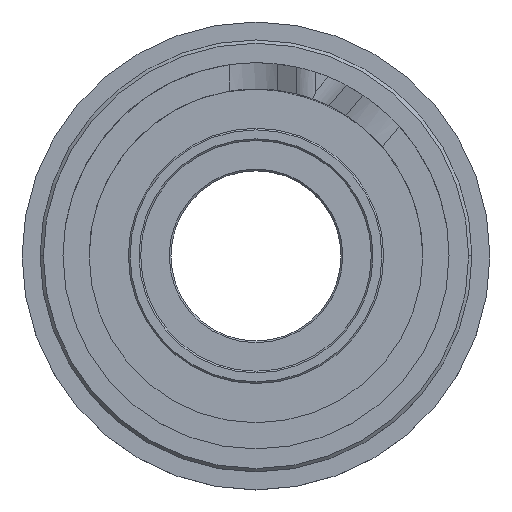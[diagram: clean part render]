
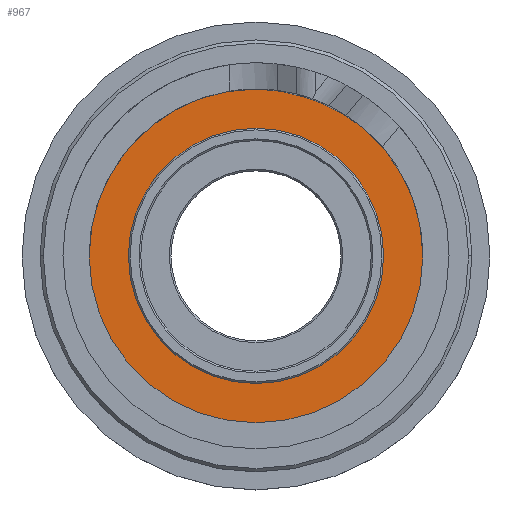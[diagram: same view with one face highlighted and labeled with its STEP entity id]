
A CAD part, top view. The second image highlights one B-rep face of the part: STEP entity #967.
In plain terms, the highlighted planar face has unit normal (0, 0, 1).
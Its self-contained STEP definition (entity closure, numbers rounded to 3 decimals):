
#12 = CARTESIAN_POINT ( 'NONE',  ( 51., 0., 24. ) ) ;
#127 = CARTESIAN_POINT ( 'NONE',  ( 0., 0., 24. ) ) ;
#613 = AXIS2_PLACEMENT_3D ( 'NONE', #4699, #3660, #6401 ) ;
#754 = ORIENTED_EDGE ( 'NONE', *, *, #3621, .F. ) ;
#868 = VERTEX_POINT ( 'NONE', #3061 ) ;
#967 = ADVANCED_FACE ( 'NONE', ( #5836, #7014 ), #2056, .T. ) ;
#1211 = DIRECTION ( 'NONE',  ( 1., 0., 0. ) ) ;
#1326 = DIRECTION ( 'NONE',  ( 0., 0., 1. ) ) ;
#1676 = CIRCLE ( 'NONE', #3609, 51. ) ;
#1705 = DIRECTION ( 'NONE',  ( 1., 0., 0. ) ) ;
#1873 = DIRECTION ( 'NONE',  ( 1., 0., 0. ) ) ;
#2056 = PLANE ( 'NONE',  #613 ) ;
#2373 = ORIENTED_EDGE ( 'NONE', *, *, #6734, .F. ) ;
#2412 = CARTESIAN_POINT ( 'NONE',  ( -39., 0., 24. ) ) ;
#2417 = CARTESIAN_POINT ( 'NONE',  ( 0., 0., 24. ) ) ;
#2668 = ORIENTED_EDGE ( 'NONE', *, *, #3159, .F. ) ;
#2855 = DIRECTION ( 'NONE',  ( 1., 0., 0. ) ) ;
#2936 = EDGE_LOOP ( 'NONE', ( #6594, #2373 ) ) ;
#3061 = CARTESIAN_POINT ( 'NONE',  ( 39., 0., 24. ) ) ;
#3109 = VERTEX_POINT ( 'NONE', #4544 ) ;
#3159 = EDGE_CURVE ( 'NONE', #868, #4152, #4072, .T. ) ;
#3274 = AXIS2_PLACEMENT_3D ( 'NONE', #2417, #6592, #1705 ) ;
#3451 = DIRECTION ( 'NONE',  ( 0., 0., -1. ) ) ;
#3526 = EDGE_CURVE ( 'NONE', #3109, #3816, #1676, .T. ) ;
#3609 = AXIS2_PLACEMENT_3D ( 'NONE', #127, #3451, #1211 ) ;
#3621 = EDGE_CURVE ( 'NONE', #4152, #868, #6343, .T. ) ;
#3660 = DIRECTION ( 'NONE',  ( 0., 0., 1. ) ) ;
#3809 = AXIS2_PLACEMENT_3D ( 'NONE', #5619, #6750, #1873 ) ;
#3816 = VERTEX_POINT ( 'NONE', #12 ) ;
#3961 = AXIS2_PLACEMENT_3D ( 'NONE', #6630, #1326, #2855 ) ;
#4072 = CIRCLE ( 'NONE', #3961, 39. ) ;
#4152 = VERTEX_POINT ( 'NONE', #2412 ) ;
#4385 = CIRCLE ( 'NONE', #3809, 51. ) ;
#4544 = CARTESIAN_POINT ( 'NONE',  ( -51., 0., 24. ) ) ;
#4627 = EDGE_LOOP ( 'NONE', ( #754, #2668 ) ) ;
#4699 = CARTESIAN_POINT ( 'NONE',  ( 0., 0., 24. ) ) ;
#5619 = CARTESIAN_POINT ( 'NONE',  ( 0., 0., 24. ) ) ;
#5836 = FACE_BOUND ( 'NONE', #4627, .T. ) ;
#6343 = CIRCLE ( 'NONE', #3274, 39. ) ;
#6401 = DIRECTION ( 'NONE',  ( 1., 0., 0. ) ) ;
#6592 = DIRECTION ( 'NONE',  ( 0., 0., 1. ) ) ;
#6594 = ORIENTED_EDGE ( 'NONE', *, *, #3526, .F. ) ;
#6630 = CARTESIAN_POINT ( 'NONE',  ( 0., 0., 24. ) ) ;
#6734 = EDGE_CURVE ( 'NONE', #3816, #3109, #4385, .T. ) ;
#6750 = DIRECTION ( 'NONE',  ( 0., 0., -1. ) ) ;
#7014 = FACE_OUTER_BOUND ( 'NONE', #2936, .T. ) ;
